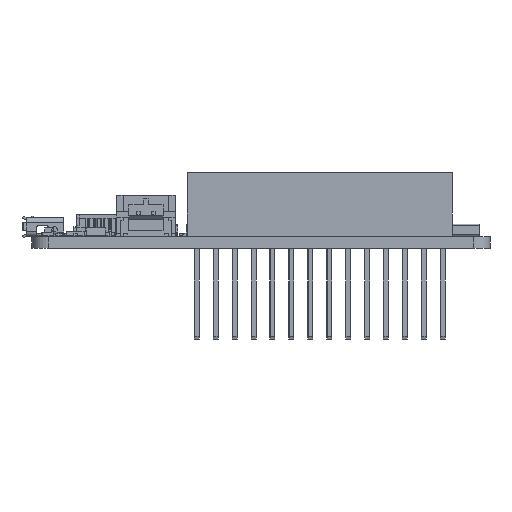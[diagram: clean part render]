
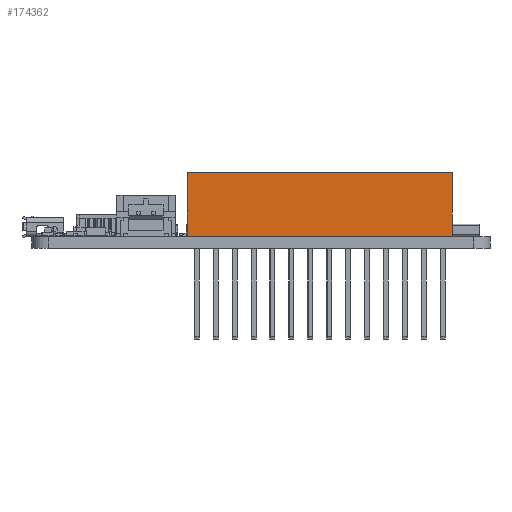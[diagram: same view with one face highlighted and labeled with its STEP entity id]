
A CAD part, front view. The second image highlights one B-rep face of the part: STEP entity #174362.
In plain terms, the highlighted planar face has unit normal (0, -1, 0).
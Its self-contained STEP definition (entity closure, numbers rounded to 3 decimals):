
#174249 = VERTEX_POINT('',#174250);
#174250 = CARTESIAN_POINT('',(0.,0.,0.));
#174257 = PLANE('',#174258);
#174258 = AXIS2_PLACEMENT_3D('',#174259,#174260,#174261);
#174259 = CARTESIAN_POINT('',(0.,2.413,0.));
#174260 = DIRECTION('',(-1.,0.,0.));
#174261 = DIRECTION('',(0.,-1.,0.));
#174269 = PLANE('',#174270);
#174270 = AXIS2_PLACEMENT_3D('',#174271,#174272,#174273);
#174271 = CARTESIAN_POINT('',(17.78,1.207,0.));
#174272 = DIRECTION('',(0.,0.,1.));
#174273 = DIRECTION('',(1.,0.,-0.));
#174281 = EDGE_CURVE('',#174249,#174282,#174284,.T.);
#174282 = VERTEX_POINT('',#174283);
#174283 = CARTESIAN_POINT('',(0.,0.,8.509));
#174284 = SURFACE_CURVE('',#174285,(#174289,#174296),.PCURVE_S1.);
#174285 = LINE('',#174286,#174287);
#174286 = CARTESIAN_POINT('',(0.,0.,0.));
#174287 = VECTOR('',#174288,1.);
#174288 = DIRECTION('',(0.,0.,1.));
#174289 = PCURVE('',#174257,#174290);
#174290 = DEFINITIONAL_REPRESENTATION('',(#174291),#174295);
#174291 = LINE('',#174292,#174293);
#174292 = CARTESIAN_POINT('',(2.413,0.));
#174293 = VECTOR('',#174294,1.);
#174294 = DIRECTION('',(0.,1.));
#174295 = ( GEOMETRIC_REPRESENTATION_CONTEXT(2) 
PARAMETRIC_REPRESENTATION_CONTEXT() REPRESENTATION_CONTEXT('2D SPACE',''
  ) );
#174296 = PCURVE('',#174297,#174302);
#174297 = PLANE('',#174298);
#174298 = AXIS2_PLACEMENT_3D('',#174299,#174300,#174301);
#174299 = CARTESIAN_POINT('',(0.,0.,0.));
#174300 = DIRECTION('',(0.,-1.,0.));
#174301 = DIRECTION('',(1.,0.,0.));
#174302 = DEFINITIONAL_REPRESENTATION('',(#174303),#174307);
#174303 = LINE('',#174304,#174305);
#174304 = CARTESIAN_POINT('',(0.,0.));
#174305 = VECTOR('',#174306,1.);
#174306 = DIRECTION('',(0.,1.));
#174307 = ( GEOMETRIC_REPRESENTATION_CONTEXT(2) 
PARAMETRIC_REPRESENTATION_CONTEXT() REPRESENTATION_CONTEXT('2D SPACE',''
  ) );
#174325 = PLANE('',#174326);
#174326 = AXIS2_PLACEMENT_3D('',#174327,#174328,#174329);
#174327 = CARTESIAN_POINT('',(17.78,1.207,8.509));
#174328 = DIRECTION('',(0.,0.,1.));
#174329 = DIRECTION('',(1.,0.,-0.));
#174362 = ADVANCED_FACE('',(#174363),#174297,.T.);
#174363 = FACE_BOUND('',#174364,.T.);
#174364 = EDGE_LOOP('',(#174365,#174388,#174416,#174437));
#174365 = ORIENTED_EDGE('',*,*,#174366,.T.);
#174366 = EDGE_CURVE('',#174249,#174367,#174369,.T.);
#174367 = VERTEX_POINT('',#174368);
#174368 = CARTESIAN_POINT('',(35.56,0.,0.));
#174369 = SURFACE_CURVE('',#174370,(#174374,#174381),.PCURVE_S1.);
#174370 = LINE('',#174371,#174372);
#174371 = CARTESIAN_POINT('',(8.89,0.,0.));
#174372 = VECTOR('',#174373,1.);
#174373 = DIRECTION('',(1.,0.,0.));
#174374 = PCURVE('',#174297,#174375);
#174375 = DEFINITIONAL_REPRESENTATION('',(#174376),#174380);
#174376 = LINE('',#174377,#174378);
#174377 = CARTESIAN_POINT('',(8.89,0.));
#174378 = VECTOR('',#174379,1.);
#174379 = DIRECTION('',(1.,0.));
#174380 = ( GEOMETRIC_REPRESENTATION_CONTEXT(2) 
PARAMETRIC_REPRESENTATION_CONTEXT() REPRESENTATION_CONTEXT('2D SPACE',''
  ) );
#174381 = PCURVE('',#174269,#174382);
#174382 = DEFINITIONAL_REPRESENTATION('',(#174383),#174387);
#174383 = LINE('',#174384,#174385);
#174384 = CARTESIAN_POINT('',(-8.89,-1.207));
#174385 = VECTOR('',#174386,1.);
#174386 = DIRECTION('',(1.,0.));
#174387 = ( GEOMETRIC_REPRESENTATION_CONTEXT(2) 
PARAMETRIC_REPRESENTATION_CONTEXT() REPRESENTATION_CONTEXT('2D SPACE',''
  ) );
#174388 = ORIENTED_EDGE('',*,*,#174389,.T.);
#174389 = EDGE_CURVE('',#174367,#174390,#174392,.T.);
#174390 = VERTEX_POINT('',#174391);
#174391 = CARTESIAN_POINT('',(35.56,0.,8.509));
#174392 = SURFACE_CURVE('',#174393,(#174397,#174404),.PCURVE_S1.);
#174393 = LINE('',#174394,#174395);
#174394 = CARTESIAN_POINT('',(35.56,0.,0.));
#174395 = VECTOR('',#174396,1.);
#174396 = DIRECTION('',(0.,0.,1.));
#174397 = PCURVE('',#174297,#174398);
#174398 = DEFINITIONAL_REPRESENTATION('',(#174399),#174403);
#174399 = LINE('',#174400,#174401);
#174400 = CARTESIAN_POINT('',(35.56,0.));
#174401 = VECTOR('',#174402,1.);
#174402 = DIRECTION('',(0.,1.));
#174403 = ( GEOMETRIC_REPRESENTATION_CONTEXT(2) 
PARAMETRIC_REPRESENTATION_CONTEXT() REPRESENTATION_CONTEXT('2D SPACE',''
  ) );
#174404 = PCURVE('',#174405,#174410);
#174405 = PLANE('',#174406);
#174406 = AXIS2_PLACEMENT_3D('',#174407,#174408,#174409);
#174407 = CARTESIAN_POINT('',(35.56,0.,0.));
#174408 = DIRECTION('',(1.,0.,0.));
#174409 = DIRECTION('',(-0.,1.,0.));
#174410 = DEFINITIONAL_REPRESENTATION('',(#174411),#174415);
#174411 = LINE('',#174412,#174413);
#174412 = CARTESIAN_POINT('',(0.,0.));
#174413 = VECTOR('',#174414,1.);
#174414 = DIRECTION('',(0.,1.));
#174415 = ( GEOMETRIC_REPRESENTATION_CONTEXT(2) 
PARAMETRIC_REPRESENTATION_CONTEXT() REPRESENTATION_CONTEXT('2D SPACE',''
  ) );
#174416 = ORIENTED_EDGE('',*,*,#174417,.F.);
#174417 = EDGE_CURVE('',#174282,#174390,#174418,.T.);
#174418 = SURFACE_CURVE('',#174419,(#174423,#174430),.PCURVE_S1.);
#174419 = LINE('',#174420,#174421);
#174420 = CARTESIAN_POINT('',(0.,0.,8.509));
#174421 = VECTOR('',#174422,1.);
#174422 = DIRECTION('',(1.,0.,0.));
#174423 = PCURVE('',#174297,#174424);
#174424 = DEFINITIONAL_REPRESENTATION('',(#174425),#174429);
#174425 = LINE('',#174426,#174427);
#174426 = CARTESIAN_POINT('',(0.,8.509));
#174427 = VECTOR('',#174428,1.);
#174428 = DIRECTION('',(1.,0.));
#174429 = ( GEOMETRIC_REPRESENTATION_CONTEXT(2) 
PARAMETRIC_REPRESENTATION_CONTEXT() REPRESENTATION_CONTEXT('2D SPACE',''
  ) );
#174430 = PCURVE('',#174325,#174431);
#174431 = DEFINITIONAL_REPRESENTATION('',(#174432),#174436);
#174432 = LINE('',#174433,#174434);
#174433 = CARTESIAN_POINT('',(-17.78,-1.207));
#174434 = VECTOR('',#174435,1.);
#174435 = DIRECTION('',(1.,0.));
#174436 = ( GEOMETRIC_REPRESENTATION_CONTEXT(2) 
PARAMETRIC_REPRESENTATION_CONTEXT() REPRESENTATION_CONTEXT('2D SPACE',''
  ) );
#174437 = ORIENTED_EDGE('',*,*,#174281,.F.);
